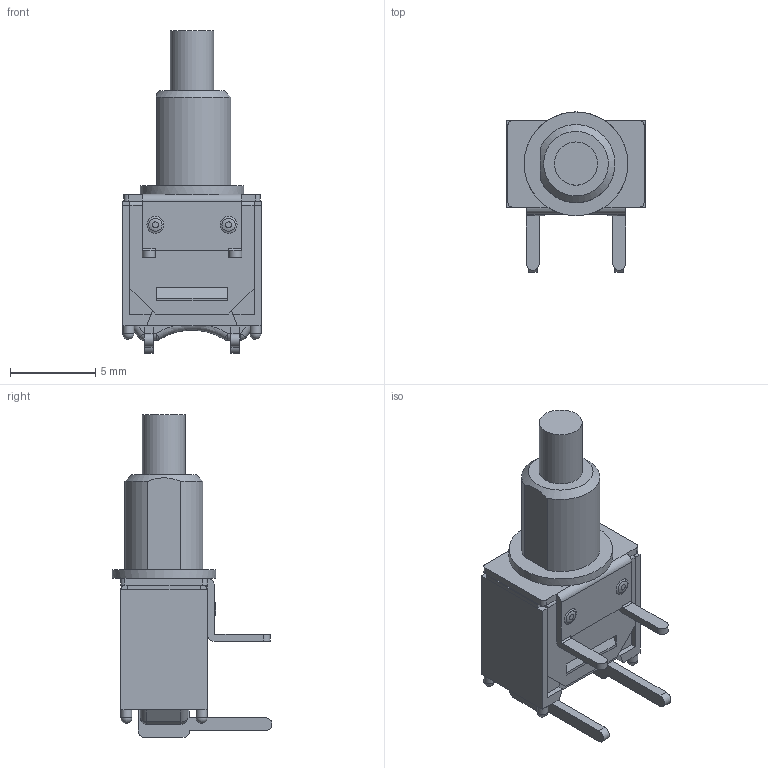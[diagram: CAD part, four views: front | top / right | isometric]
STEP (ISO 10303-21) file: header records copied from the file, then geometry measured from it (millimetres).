
FILE_DESCRIPTION(/* description */ (''),/* implementation_level */ '2;1');
FILE_NAME(/* name */ '800SP9B5M6xE.stp',/* time_stamp */ '2024-12-26T10:10:07-06:00',/* author */ ('mwilliams'),/* organization */ (''),/* preprocessor_version */ 'ST-DEVELOPER v18.1',/* originating_system */ 'Autodesk Inventor 2022',/* authorisation */ '');
FILE_SCHEMA (('AUTOMOTIVE_DESIGN { 1 0 10303 214 3 1 1 }'));
Length unit declared in the file: inch
Products named in the file (1): 000025853_Simplify_1
Bounding box: 8.13 x 9.4 x 18.99 mm (x, y, z)
Volume: 457.3 mm3; surface area: 673.3 mm2
Topology: 1 solids, 1 shells, 192 faces, 516 edges, 321 vertices
Faces by surface type: plane 129, cylinder 44, sphere 12, cone 3, bspline 2, torus 2
Full cylindrical faces by diameter (mm): 0.65 x4, 2.54 x1, 6.1 x1
Entity records: 6011 total; most frequent: CARTESIAN_POINT 1100, ORIENTED_EDGE 1024, DIRECTION 1012, EDGE_CURVE 512, LINE 388, VECTOR 388, VERTEX_POINT 321, AXIS2_PLACEMENT_3D 312
